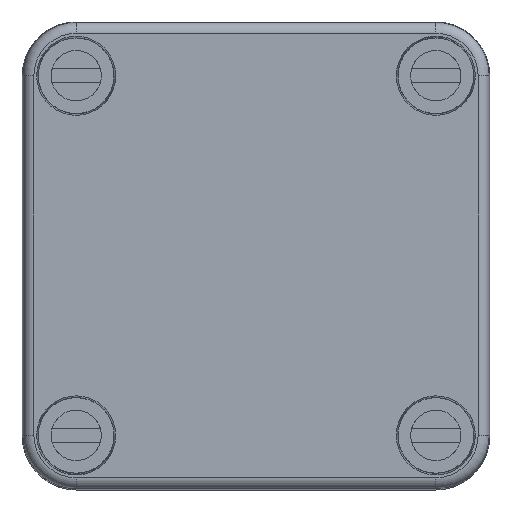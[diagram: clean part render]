
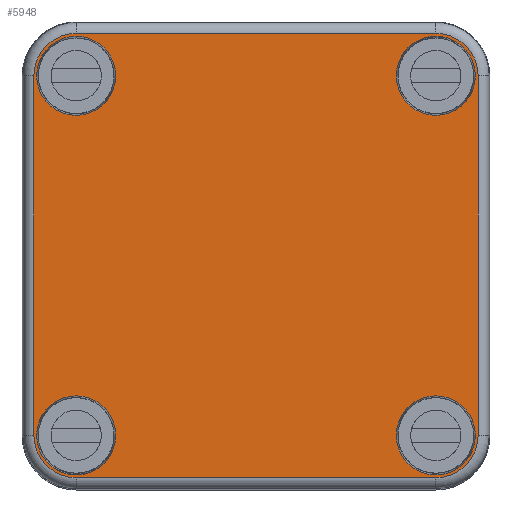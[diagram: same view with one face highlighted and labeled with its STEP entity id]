
A CAD part, top view. The second image highlights one B-rep face of the part: STEP entity #5948.
In plain terms, the highlighted planar face has unit normal (0, 0, 1).
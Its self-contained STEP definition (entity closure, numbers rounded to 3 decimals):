
#56 = CARTESIAN_POINT ( 'NONE',  ( -30.5, 25., 15. ) ) ;
#116 = DIRECTION ( 'NONE',  ( 0., 0., -1. ) ) ;
#253 = CIRCLE ( 'NONE', #7888, 5.5 ) ;
#304 = CARTESIAN_POINT ( 'NONE',  ( 25., -25., 15. ) ) ;
#333 = FACE_BOUND ( 'NONE', #3709, .T. ) ;
#480 = EDGE_LOOP ( 'NONE', ( #15403, #3091, #15617, #3303, #11219, #2899, #1407, #5317 ) ) ;
#566 = CARTESIAN_POINT ( 'NONE',  ( -25., -25., 15. ) ) ;
#634 = DIRECTION ( 'NONE',  ( -1., 0., 0. ) ) ;
#660 = DIRECTION ( 'NONE',  ( -1., 0., 0. ) ) ;
#891 = DIRECTION ( 'NONE',  ( 0., 0., 1. ) ) ;
#948 = DIRECTION ( 'NONE',  ( 0., 0., -1. ) ) ;
#1297 = ORIENTED_EDGE ( 'NONE', *, *, #11436, .T. ) ;
#1322 = CARTESIAN_POINT ( 'NONE',  ( -25., 25., 15. ) ) ;
#1407 = ORIENTED_EDGE ( 'NONE', *, *, #17617, .T. ) ;
#1608 = VERTEX_POINT ( 'NONE', #8460 ) ;
#1681 = DIRECTION ( 'NONE',  ( 1., 0., 0. ) ) ;
#1796 = EDGE_CURVE ( 'NONE', #2374, #10755, #16077, .T. ) ;
#1798 = CIRCLE ( 'NONE', #15034, 5.882 ) ;
#1930 = DIRECTION ( 'NONE',  ( -1., 0., 0. ) ) ;
#2060 = VERTEX_POINT ( 'NONE', #13528 ) ;
#2146 = DIRECTION ( 'NONE',  ( 0., -1., 0. ) ) ;
#2374 = VERTEX_POINT ( 'NONE', #13954 ) ;
#2475 = VERTEX_POINT ( 'NONE', #12759 ) ;
#2662 = CIRCLE ( 'NONE', #14114, 5.5 ) ;
#2687 = DIRECTION ( 'NONE',  ( 1., 0., 0. ) ) ;
#2818 = ORIENTED_EDGE ( 'NONE', *, *, #15195, .T. ) ;
#2899 = ORIENTED_EDGE ( 'NONE', *, *, #3272, .T. ) ;
#2968 = AXIS2_PLACEMENT_3D ( 'NONE', #16071, #7947, #17449 ) ;
#3091 = ORIENTED_EDGE ( 'NONE', *, *, #6483, .T. ) ;
#3212 = LINE ( 'NONE', #14615, #10052 ) ;
#3272 = EDGE_CURVE ( 'NONE', #5154, #6859, #8201, .T. ) ;
#3303 = ORIENTED_EDGE ( 'NONE', *, *, #7735, .F. ) ;
#3380 = VERTEX_POINT ( 'NONE', #5735 ) ;
#3709 = EDGE_LOOP ( 'NONE', ( #2818, #4942 ) ) ;
#3900 = CIRCLE ( 'NONE', #13557, 5.5 ) ;
#4406 = FACE_OUTER_BOUND ( 'NONE', #480, .T. ) ;
#4533 = CARTESIAN_POINT ( 'NONE',  ( 25., -25., 15. ) ) ;
#4565 = CARTESIAN_POINT ( 'NONE',  ( -25., 30.882, 15. ) ) ;
#4579 = CARTESIAN_POINT ( 'NONE',  ( 25., -25., 15. ) ) ;
#4637 = VERTEX_POINT ( 'NONE', #4996 ) ;
#4853 = AXIS2_PLACEMENT_3D ( 'NONE', #566, #10128, #1930 ) ;
#4903 = ORIENTED_EDGE ( 'NONE', *, *, #6113, .T. ) ;
#4942 = ORIENTED_EDGE ( 'NONE', *, *, #17407, .T. ) ;
#4996 = CARTESIAN_POINT ( 'NONE',  ( -30.882, -25., 15. ) ) ;
#5154 = VERTEX_POINT ( 'NONE', #4565 ) ;
#5317 = ORIENTED_EDGE ( 'NONE', *, *, #14300, .F. ) ;
#5369 = DIRECTION ( 'NONE',  ( 0., 0., -1. ) ) ;
#5692 = CARTESIAN_POINT ( 'NONE',  ( -25., -25., 15. ) ) ;
#5735 = CARTESIAN_POINT ( 'NONE',  ( -19.5, -25., 15. ) ) ;
#5823 = VERTEX_POINT ( 'NONE', #14154 ) ;
#5900 = DIRECTION ( 'NONE',  ( -1., 0., 0. ) ) ;
#5948 = ADVANCED_FACE ( 'NONE', ( #333, #4406, #14374, #17577, #13959 ), #6322, .T. ) ;
#5952 = DIRECTION ( 'NONE',  ( -1., 0., 0. ) ) ;
#6113 = EDGE_CURVE ( 'NONE', #9853, #10707, #14577, .T. ) ;
#6293 = AXIS2_PLACEMENT_3D ( 'NONE', #9136, #948, #10506 ) ;
#6322 = PLANE ( 'NONE',  #17535 ) ;
#6369 = DIRECTION ( 'NONE',  ( 0., -1., 0. ) ) ;
#6456 = EDGE_CURVE ( 'NONE', #8935, #3380, #2662, .T. ) ;
#6483 = EDGE_CURVE ( 'NONE', #2374, #11358, #1798, .T. ) ;
#6762 = CARTESIAN_POINT ( 'NONE',  ( -30.882, 25., 15. ) ) ;
#6859 = VERTEX_POINT ( 'NONE', #6762 ) ;
#7067 = ORIENTED_EDGE ( 'NONE', *, *, #7542, .T. ) ;
#7077 = DIRECTION ( 'NONE',  ( -1., 0., 0. ) ) ;
#7111 = CIRCLE ( 'NONE', #17432, 5.5 ) ;
#7401 = DIRECTION ( 'NONE',  ( 0., 0., -1. ) ) ;
#7542 = EDGE_CURVE ( 'NONE', #5823, #8961, #253, .T. ) ;
#7654 = CIRCLE ( 'NONE', #4853, 5.5 ) ;
#7735 = EDGE_CURVE ( 'NONE', #2060, #8691, #8597, .T. ) ;
#7736 = CARTESIAN_POINT ( 'NONE',  ( -30.882, 32.5, 15. ) ) ;
#7863 = DIRECTION ( 'NONE',  ( -1., 0., 0. ) ) ;
#7888 = AXIS2_PLACEMENT_3D ( 'NONE', #8310, #116, #9685 ) ;
#7947 = DIRECTION ( 'NONE',  ( 0., 0., -1. ) ) ;
#8093 = CARTESIAN_POINT ( 'NONE',  ( 30.5, 25., 15. ) ) ;
#8201 = CIRCLE ( 'NONE', #13458, 5.882 ) ;
#8310 = CARTESIAN_POINT ( 'NONE',  ( -25., 25., 15. ) ) ;
#8460 = CARTESIAN_POINT ( 'NONE',  ( 30.5, -25., 15. ) ) ;
#8597 = CIRCLE ( 'NONE', #10310, 5.882 ) ;
#8691 = VERTEX_POINT ( 'NONE', #15158 ) ;
#8767 = CIRCLE ( 'NONE', #6293, 5.5 ) ;
#8850 = DIRECTION ( 'NONE',  ( 0., 0., -1. ) ) ;
#8880 = VECTOR ( 'NONE', #634, 1000. ) ;
#8935 = VERTEX_POINT ( 'NONE', #10995 ) ;
#8961 = VERTEX_POINT ( 'NONE', #56 ) ;
#9015 = AXIS2_PLACEMENT_3D ( 'NONE', #13499, #5369, #14866 ) ;
#9039 = CIRCLE ( 'NONE', #2968, 5.882 ) ;
#9136 = CARTESIAN_POINT ( 'NONE',  ( -25., 25., 15. ) ) ;
#9175 = CIRCLE ( 'NONE', #11340, 5.5 ) ;
#9380 = VECTOR ( 'NONE', #6369, 1000. ) ;
#9602 = ORIENTED_EDGE ( 'NONE', *, *, #14680, .T. ) ;
#9685 = DIRECTION ( 'NONE',  ( -1., 0., 0. ) ) ;
#9853 = VERTEX_POINT ( 'NONE', #10371 ) ;
#9873 = DIRECTION ( 'NONE',  ( 0., 0., 1. ) ) ;
#10052 = VECTOR ( 'NONE', #7863, 1000. ) ;
#10128 = DIRECTION ( 'NONE',  ( 0., 0., -1. ) ) ;
#10310 = AXIS2_PLACEMENT_3D ( 'NONE', #15524, #7401, #16900 ) ;
#10371 = CARTESIAN_POINT ( 'NONE',  ( 19.5, 25., 15. ) ) ;
#10454 = DIRECTION ( 'NONE',  ( 1., 0., 0. ) ) ;
#10506 = DIRECTION ( 'NONE',  ( -1., 0., 0. ) ) ;
#10580 = EDGE_CURVE ( 'NONE', #2060, #5154, #3212, .T. ) ;
#10707 = VERTEX_POINT ( 'NONE', #8093 ) ;
#10755 = VERTEX_POINT ( 'NONE', #13614 ) ;
#10868 = DIRECTION ( 'NONE',  ( 0., 0., 1. ) ) ;
#10995 = CARTESIAN_POINT ( 'NONE',  ( -30.5, -25., 15. ) ) ;
#11219 = ORIENTED_EDGE ( 'NONE', *, *, #10580, .T. ) ;
#11340 = AXIS2_PLACEMENT_3D ( 'NONE', #4533, #14032, #5900 ) ;
#11358 = VERTEX_POINT ( 'NONE', #12462 ) ;
#11436 = EDGE_CURVE ( 'NONE', #3380, #8935, #7654, .T. ) ;
#11728 = CARTESIAN_POINT ( 'NONE',  ( 0., 0., 15. ) ) ;
#12462 = CARTESIAN_POINT ( 'NONE',  ( 30.882, -25., 15. ) ) ;
#12759 = CARTESIAN_POINT ( 'NONE',  ( 19.5, -25., 15. ) ) ;
#12779 = ORIENTED_EDGE ( 'NONE', *, *, #16475, .T. ) ;
#12853 = LINE ( 'NONE', #14397, #16037 ) ;
#13417 = EDGE_LOOP ( 'NONE', ( #7067, #12779 ) ) ;
#13458 = AXIS2_PLACEMENT_3D ( 'NONE', #1322, #10868, #2687 ) ;
#13499 = CARTESIAN_POINT ( 'NONE',  ( 25., 25., 15. ) ) ;
#13528 = CARTESIAN_POINT ( 'NONE',  ( 25., 30.882, 15. ) ) ;
#13557 = AXIS2_PLACEMENT_3D ( 'NONE', #16961, #8850, #660 ) ;
#13614 = CARTESIAN_POINT ( 'NONE',  ( -25., -30.882, 15. ) ) ;
#13677 = EDGE_LOOP ( 'NONE', ( #1297, #17478 ) ) ;
#13954 = CARTESIAN_POINT ( 'NONE',  ( 25., -30.882, 15. ) ) ;
#13959 = FACE_BOUND ( 'NONE', #13677, .T. ) ;
#14032 = DIRECTION ( 'NONE',  ( 0., 0., -1. ) ) ;
#14079 = DIRECTION ( 'NONE',  ( 0., 0., -1. ) ) ;
#14096 = EDGE_CURVE ( 'NONE', #8691, #11358, #12853, .T. ) ;
#14114 = AXIS2_PLACEMENT_3D ( 'NONE', #5692, #15190, #7077 ) ;
#14154 = CARTESIAN_POINT ( 'NONE',  ( -19.5, 25., 15. ) ) ;
#14248 = CARTESIAN_POINT ( 'NONE',  ( 32.5, -30.882, 15. ) ) ;
#14300 = EDGE_CURVE ( 'NONE', #10755, #4637, #9039, .T. ) ;
#14374 = FACE_BOUND ( 'NONE', #17014, .T. ) ;
#14397 = CARTESIAN_POINT ( 'NONE',  ( 30.882, 32.5, 15. ) ) ;
#14577 = CIRCLE ( 'NONE', #9015, 5.5 ) ;
#14615 = CARTESIAN_POINT ( 'NONE',  ( 32.5, 30.882, 15. ) ) ;
#14680 = EDGE_CURVE ( 'NONE', #10707, #9853, #3900, .T. ) ;
#14866 = DIRECTION ( 'NONE',  ( -1., 0., 0. ) ) ;
#15034 = AXIS2_PLACEMENT_3D ( 'NONE', #304, #9873, #1681 ) ;
#15158 = CARTESIAN_POINT ( 'NONE',  ( 30.882, 25., 15. ) ) ;
#15190 = DIRECTION ( 'NONE',  ( 0., 0., -1. ) ) ;
#15195 = EDGE_CURVE ( 'NONE', #1608, #2475, #7111, .T. ) ;
#15403 = ORIENTED_EDGE ( 'NONE', *, *, #1796, .F. ) ;
#15524 = CARTESIAN_POINT ( 'NONE',  ( 25., 25., 15. ) ) ;
#15617 = ORIENTED_EDGE ( 'NONE', *, *, #14096, .F. ) ;
#16037 = VECTOR ( 'NONE', #2146, 1000. ) ;
#16071 = CARTESIAN_POINT ( 'NONE',  ( -25., -25., 15. ) ) ;
#16077 = LINE ( 'NONE', #14248, #8880 ) ;
#16475 = EDGE_CURVE ( 'NONE', #8961, #5823, #8767, .T. ) ;
#16598 = LINE ( 'NONE', #7736, #9380 ) ;
#16900 = DIRECTION ( 'NONE',  ( -1., 0., 0. ) ) ;
#16961 = CARTESIAN_POINT ( 'NONE',  ( 25., 25., 15. ) ) ;
#17014 = EDGE_LOOP ( 'NONE', ( #9602, #4903 ) ) ;
#17407 = EDGE_CURVE ( 'NONE', #2475, #1608, #9175, .T. ) ;
#17432 = AXIS2_PLACEMENT_3D ( 'NONE', #4579, #14079, #5952 ) ;
#17449 = DIRECTION ( 'NONE',  ( -1., 0., 0. ) ) ;
#17478 = ORIENTED_EDGE ( 'NONE', *, *, #6456, .T. ) ;
#17535 = AXIS2_PLACEMENT_3D ( 'NONE', #11728, #891, #10454 ) ;
#17577 = FACE_BOUND ( 'NONE', #13417, .T. ) ;
#17617 = EDGE_CURVE ( 'NONE', #6859, #4637, #16598, .T. ) ;
